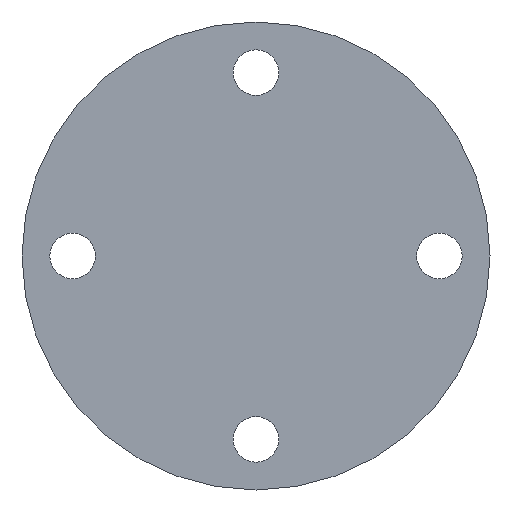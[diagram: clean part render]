
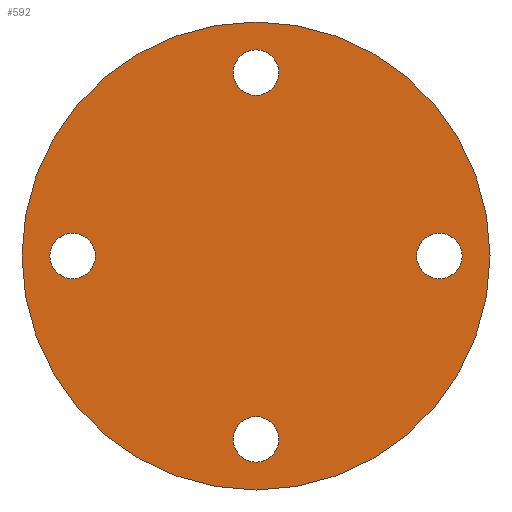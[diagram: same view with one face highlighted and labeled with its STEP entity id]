
A CAD part, front view. The second image highlights one B-rep face of the part: STEP entity #592.
In plain terms, the highlighted planar face has unit normal (0, -1, 0).
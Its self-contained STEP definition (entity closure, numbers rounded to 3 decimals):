
#4 = ORIENTED_EDGE ( 'NONE', *, *, #696, .T. ) ;
#22 = EDGE_CURVE ( 'NONE', #666, #702, #40, .T. ) ;
#28 = CARTESIAN_POINT ( 'NONE',  ( 0., 0., 0. ) ) ;
#32 = CARTESIAN_POINT ( 'NONE',  ( 0., 0., -72.5 ) ) ;
#40 = CIRCLE ( 'NONE', #574, 9. ) ;
#51 = CARTESIAN_POINT ( 'NONE',  ( 0., 0., 0. ) ) ;
#55 = DIRECTION ( 'NONE',  ( 0., 1., 0. ) ) ;
#72 = AXIS2_PLACEMENT_3D ( 'NONE', #32, #530, #252 ) ;
#73 = CARTESIAN_POINT ( 'NONE',  ( 0., 0., 81.5 ) ) ;
#84 = PLANE ( 'NONE',  #164 ) ;
#85 = EDGE_LOOP ( 'NONE', ( #242, #214 ) ) ;
#89 = CARTESIAN_POINT ( 'NONE',  ( 63.5, 0., 0. ) ) ;
#91 = EDGE_CURVE ( 'NONE', #456, #525, #676, .T. ) ;
#92 = FACE_OUTER_BOUND ( 'NONE', #85, .T. ) ;
#94 = AXIS2_PLACEMENT_3D ( 'NONE', #650, #667, #211 ) ;
#106 = CARTESIAN_POINT ( 'NONE',  ( 0., 0., -72.5 ) ) ;
#116 = CARTESIAN_POINT ( 'NONE',  ( 0., 0., 63.5 ) ) ;
#117 = EDGE_CURVE ( 'NONE', #702, #666, #319, .T. ) ;
#121 = AXIS2_PLACEMENT_3D ( 'NONE', #289, #291, #516 ) ;
#129 = EDGE_LOOP ( 'NONE', ( #142, #268 ) ) ;
#135 = FACE_BOUND ( 'NONE', #195, .T. ) ;
#137 = CARTESIAN_POINT ( 'NONE',  ( 81.5, 0., 0. ) ) ;
#142 = ORIENTED_EDGE ( 'NONE', *, *, #418, .T. ) ;
#147 = FACE_BOUND ( 'NONE', #443, .T. ) ;
#164 = AXIS2_PLACEMENT_3D ( 'NONE', #28, #695, #254 ) ;
#181 = DIRECTION ( 'NONE',  ( -1., 0., 0. ) ) ;
#182 = VERTEX_POINT ( 'NONE', #116 ) ;
#193 = ORIENTED_EDGE ( 'NONE', *, *, #366, .T. ) ;
#195 = EDGE_LOOP ( 'NONE', ( #523, #193 ) ) ;
#211 = DIRECTION ( 'NONE',  ( 1., 0., 0. ) ) ;
#214 = ORIENTED_EDGE ( 'NONE', *, *, #679, .F. ) ;
#242 = ORIENTED_EDGE ( 'NONE', *, *, #91, .F. ) ;
#248 = DIRECTION ( 'NONE',  ( 0., 0., 1. ) ) ;
#252 = DIRECTION ( 'NONE',  ( 0., 0., 1. ) ) ;
#254 = DIRECTION ( 'NONE',  ( 0., 0., 1. ) ) ;
#268 = ORIENTED_EDGE ( 'NONE', *, *, #604, .T. ) ;
#273 = DIRECTION ( 'NONE',  ( 0., 1., 0. ) ) ;
#289 = CARTESIAN_POINT ( 'NONE',  ( -72.5, 0., 0. ) ) ;
#291 = DIRECTION ( 'NONE',  ( 0., 1., 0. ) ) ;
#294 = EDGE_CURVE ( 'NONE', #308, #393, #413, .T. ) ;
#295 = CIRCLE ( 'NONE', #402, 9. ) ;
#303 = FACE_BOUND ( 'NONE', #305, .T. ) ;
#305 = EDGE_LOOP ( 'NONE', ( #503, #410 ) ) ;
#307 = CARTESIAN_POINT ( 'NONE',  ( -81.5, 0., 0. ) ) ;
#308 = VERTEX_POINT ( 'NONE', #701 ) ;
#309 = CARTESIAN_POINT ( 'NONE',  ( -63.5, 0., 0. ) ) ;
#319 = CIRCLE ( 'NONE', #493, 9. ) ;
#320 = DIRECTION ( 'NONE',  ( 0., 0., 1. ) ) ;
#321 = DIRECTION ( 'NONE',  ( 0., 0., 1. ) ) ;
#335 = DIRECTION ( 'NONE',  ( 0., 1., 0. ) ) ;
#339 = CARTESIAN_POINT ( 'NONE',  ( 0., 0., -92.5 ) ) ;
#359 = CARTESIAN_POINT ( 'NONE',  ( 0., 0., 0. ) ) ;
#361 = AXIS2_PLACEMENT_3D ( 'NONE', #359, #580, #248 ) ;
#366 = EDGE_CURVE ( 'NONE', #687, #705, #434, .T. ) ;
#393 = VERTEX_POINT ( 'NONE', #439 ) ;
#395 = DIRECTION ( 'NONE',  ( 0., 1., 0. ) ) ;
#402 = AXIS2_PLACEMENT_3D ( 'NONE', #663, #335, #558 ) ;
#410 = ORIENTED_EDGE ( 'NONE', *, *, #22, .T. ) ;
#413 = CIRCLE ( 'NONE', #609, 9. ) ;
#418 = EDGE_CURVE ( 'NONE', #182, #430, #295, .T. ) ;
#430 = VERTEX_POINT ( 'NONE', #73 ) ;
#434 = CIRCLE ( 'NONE', #94, 9. ) ;
#439 = CARTESIAN_POINT ( 'NONE',  ( 0., 0., -81.5 ) ) ;
#442 = DIRECTION ( 'NONE',  ( 0., 1., 0. ) ) ;
#443 = EDGE_LOOP ( 'NONE', ( #529, #4 ) ) ;
#456 = VERTEX_POINT ( 'NONE', #339 ) ;
#461 = EDGE_CURVE ( 'NONE', #705, #687, #488, .T. ) ;
#488 = CIRCLE ( 'NONE', #121, 9. ) ;
#493 = AXIS2_PLACEMENT_3D ( 'NONE', #621, #395, #181 ) ;
#501 = CARTESIAN_POINT ( 'NONE',  ( 72.5, 0., 0. ) ) ;
#503 = ORIENTED_EDGE ( 'NONE', *, *, #117, .T. ) ;
#516 = DIRECTION ( 'NONE',  ( 1., 0., 0. ) ) ;
#523 = ORIENTED_EDGE ( 'NONE', *, *, #461, .T. ) ;
#524 = FACE_BOUND ( 'NONE', #129, .T. ) ;
#525 = VERTEX_POINT ( 'NONE', #569 ) ;
#529 = ORIENTED_EDGE ( 'NONE', *, *, #294, .T. ) ;
#530 = DIRECTION ( 'NONE',  ( 0., 1., 0. ) ) ;
#537 = DIRECTION ( 'NONE',  ( 0., 0., -1. ) ) ;
#538 = AXIS2_PLACEMENT_3D ( 'NONE', #589, #640, #537 ) ;
#558 = DIRECTION ( 'NONE',  ( 0., 0., -1. ) ) ;
#569 = CARTESIAN_POINT ( 'NONE',  ( 0., 0., 92.5 ) ) ;
#574 = AXIS2_PLACEMENT_3D ( 'NONE', #501, #273, #601 ) ;
#580 = DIRECTION ( 'NONE',  ( 0., 1., 0. ) ) ;
#589 = CARTESIAN_POINT ( 'NONE',  ( 0., 0., 72.5 ) ) ;
#591 = CIRCLE ( 'NONE', #72, 9. ) ;
#592 = ADVANCED_FACE ( 'NONE', ( #135, #524, #303, #147, #92 ), #84, .F. ) ;
#597 = AXIS2_PLACEMENT_3D ( 'NONE', #51, #55, #321 ) ;
#601 = DIRECTION ( 'NONE',  ( -1., 0., 0. ) ) ;
#604 = EDGE_CURVE ( 'NONE', #430, #182, #631, .T. ) ;
#609 = AXIS2_PLACEMENT_3D ( 'NONE', #106, #442, #320 ) ;
#621 = CARTESIAN_POINT ( 'NONE',  ( 72.5, 0., 0. ) ) ;
#631 = CIRCLE ( 'NONE', #538, 9. ) ;
#640 = DIRECTION ( 'NONE',  ( 0., 1., 0. ) ) ;
#650 = CARTESIAN_POINT ( 'NONE',  ( -72.5, 0., 0. ) ) ;
#663 = CARTESIAN_POINT ( 'NONE',  ( 0., 0., 72.5 ) ) ;
#666 = VERTEX_POINT ( 'NONE', #137 ) ;
#667 = DIRECTION ( 'NONE',  ( 0., 1., 0. ) ) ;
#676 = CIRCLE ( 'NONE', #597, 92.5 ) ;
#679 = EDGE_CURVE ( 'NONE', #525, #456, #690, .T. ) ;
#687 = VERTEX_POINT ( 'NONE', #307 ) ;
#690 = CIRCLE ( 'NONE', #361, 92.5 ) ;
#695 = DIRECTION ( 'NONE',  ( 0., 1., 0. ) ) ;
#696 = EDGE_CURVE ( 'NONE', #393, #308, #591, .T. ) ;
#701 = CARTESIAN_POINT ( 'NONE',  ( 0., 0., -63.5 ) ) ;
#702 = VERTEX_POINT ( 'NONE', #89 ) ;
#705 = VERTEX_POINT ( 'NONE', #309 ) ;
